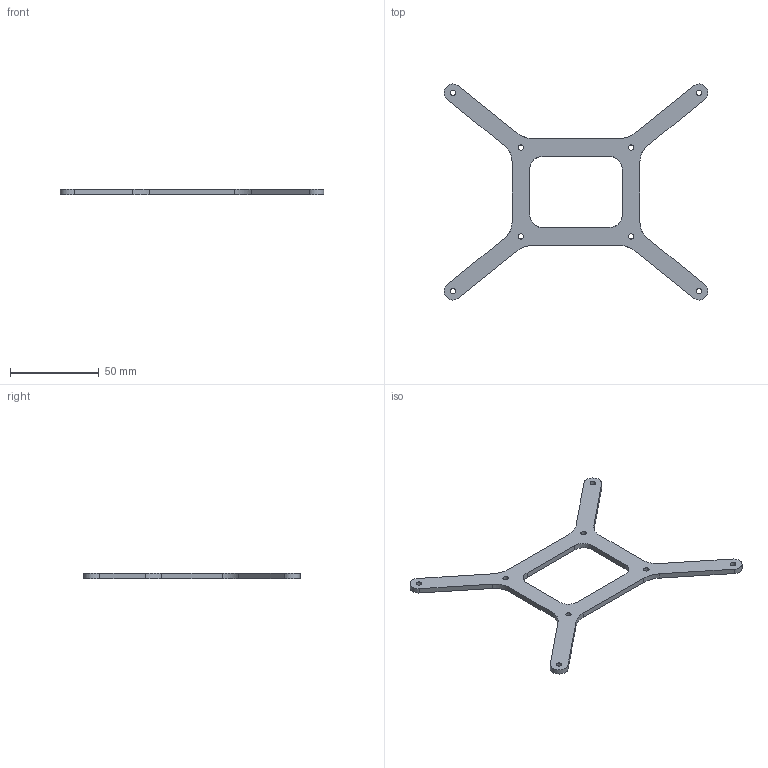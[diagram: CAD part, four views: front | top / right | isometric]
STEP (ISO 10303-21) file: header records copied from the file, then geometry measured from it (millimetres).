
FILE_DESCRIPTION(/* description */ (''),/* implementation_level */ '2;1');
FILE_NAME(/* name */ '',/* time_stamp */ '2024-09-26T12:34:06+08:00',/* author */ (''),/* organization */ (''),/* preprocessor_version */ 'ST-DEVELOPER v20',/* originating_system */ 'Autodesk Translation Framework v13.20.0.188',/* authorisation */ '');
FILE_SCHEMA (('AUTOMOTIVE_DESIGN { 1 0 10303 214 3 1 1 }'));
Length unit declared in the file: millimetre
Products named in the file (1): PR_FDM_PLA__RFID连接件
Bounding box: 148.47 x 121.67 x 3 mm (x, y, z)
Volume: 12579.4 mm3; surface area: 11057.5 mm2
Topology: 1 solids, 1 shells, 42 faces, 120 edges, 80 vertices
Faces by surface type: plane 18, bspline 12, cylinder 12
Full cylindrical faces by diameter (mm): 3 x4, 3.1 x4
Entity records: 1836 total; most frequent: CARTESIAN_POINT 767, ORIENTED_EDGE 240, DIRECTION 158, EDGE_CURVE 120, VERTEX_POINT 80, EDGE_LOOP 60, AXIS2_PLACEMENT_3D 55, LINE 48
